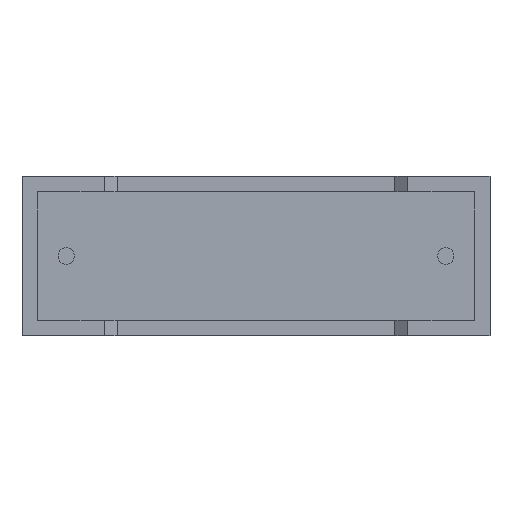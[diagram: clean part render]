
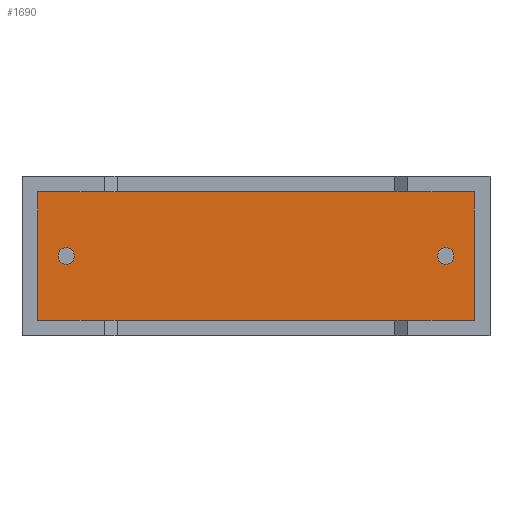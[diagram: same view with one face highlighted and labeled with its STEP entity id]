
A CAD part, front view. The second image highlights one B-rep face of the part: STEP entity #1690.
In plain terms, the highlighted planar face has unit normal (0, -1, 0).
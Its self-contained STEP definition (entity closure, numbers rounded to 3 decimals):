
#9 = CARTESIAN_POINT ( 'NONE',  ( 0.617, 0.75, 0.617 ) ) ;
#52 = CARTESIAN_POINT ( 'NONE',  ( 1.75, 0.75, 3.15 ) ) ;
#61 = FACE_OUTER_BOUND ( 'NONE', #1380, .T. ) ;
#135 = CARTESIAN_POINT ( 'NONE',  ( 1.75, 0.75, 3.475 ) ) ;
#168 = VERTEX_POINT ( 'NONE', #135 ) ;
#216 = CARTESIAN_POINT ( 'NONE',  ( 17.883, 0.75, 0.617 ) ) ;
#248 = AXIS2_PLACEMENT_3D ( 'NONE', #52, #2451, #1463 ) ;
#318 = DIRECTION ( 'NONE',  ( 0., 0., -1. ) ) ;
#419 = EDGE_LOOP ( 'NONE', ( #586, #989 ) ) ;
#424 = AXIS2_PLACEMENT_3D ( 'NONE', #1488, #1571, #318 ) ;
#568 = CARTESIAN_POINT ( 'NONE',  ( 0.617, 0.75, 5.683 ) ) ;
#586 = ORIENTED_EDGE ( 'NONE', *, *, #2352, .F. ) ;
#608 = ORIENTED_EDGE ( 'NONE', *, *, #804, .T. ) ;
#686 = LINE ( 'NONE', #898, #2693 ) ;
#726 = CARTESIAN_POINT ( 'NONE',  ( 17.883, 0.75, 0.617 ) ) ;
#733 = FACE_BOUND ( 'NONE', #2191, .T. ) ;
#738 = DIRECTION ( 'NONE',  ( -1., 0., 0. ) ) ;
#766 = VERTEX_POINT ( 'NONE', #1624 ) ;
#803 = VERTEX_POINT ( 'NONE', #9 ) ;
#804 = EDGE_CURVE ( 'NONE', #2425, #2029, #2832, .T. ) ;
#828 = CARTESIAN_POINT ( 'NONE',  ( 16.75, 0.75, 2.825 ) ) ;
#829 = EDGE_CURVE ( 'NONE', #803, #2425, #686, .T. ) ;
#852 = AXIS2_PLACEMENT_3D ( 'NONE', #2476, #2961, #2492 ) ;
#898 = CARTESIAN_POINT ( 'NONE',  ( 0.617, 0.75, 0.617 ) ) ;
#989 = ORIENTED_EDGE ( 'NONE', *, *, #1998, .F. ) ;
#1007 = AXIS2_PLACEMENT_3D ( 'NONE', #1751, #2427, #1587 ) ;
#1058 = ORIENTED_EDGE ( 'NONE', *, *, #829, .T. ) ;
#1102 = CIRCLE ( 'NONE', #2021, 0.325 ) ;
#1119 = VERTEX_POINT ( 'NONE', #2814 ) ;
#1169 = ORIENTED_EDGE ( 'NONE', *, *, #1901, .F. ) ;
#1216 = LINE ( 'NONE', #2175, #2551 ) ;
#1240 = FACE_BOUND ( 'NONE', #419, .T. ) ;
#1297 = EDGE_CURVE ( 'NONE', #2029, #1119, #1216, .T. ) ;
#1317 = CARTESIAN_POINT ( 'NONE',  ( 1.75, 0.75, 3.15 ) ) ;
#1380 = EDGE_LOOP ( 'NONE', ( #2637, #1058, #608, #1934 ) ) ;
#1463 = DIRECTION ( 'NONE',  ( 0., 0., -1. ) ) ;
#1488 = CARTESIAN_POINT ( 'NONE',  ( 16.75, 0.75, 3.15 ) ) ;
#1518 = DIRECTION ( 'NONE',  ( 0., 0., -1. ) ) ;
#1568 = CIRCLE ( 'NONE', #248, 0.325 ) ;
#1571 = DIRECTION ( 'NONE',  ( 0., -1., 0. ) ) ;
#1587 = DIRECTION ( 'NONE',  ( 0., 0., -1. ) ) ;
#1624 = CARTESIAN_POINT ( 'NONE',  ( 16.75, 0.75, 3.475 ) ) ;
#1661 = CARTESIAN_POINT ( 'NONE',  ( 1.75, 0.75, 2.825 ) ) ;
#1690 = ADVANCED_FACE ( 'NONE', ( #1240, #61, #733 ), #1828, .T. ) ;
#1711 = CIRCLE ( 'NONE', #1007, 0.325 ) ;
#1751 = CARTESIAN_POINT ( 'NONE',  ( 16.75, 0.75, 3.15 ) ) ;
#1759 = LINE ( 'NONE', #568, #2319 ) ;
#1791 = EDGE_CURVE ( 'NONE', #1119, #803, #1759, .T. ) ;
#1825 = DIRECTION ( 'NONE',  ( 0., 0., -1. ) ) ;
#1828 = PLANE ( 'NONE',  #852 ) ;
#1868 = DIRECTION ( 'NONE',  ( 1., 0., 0. ) ) ;
#1901 = EDGE_CURVE ( 'NONE', #168, #2281, #1102, .T. ) ;
#1918 = CIRCLE ( 'NONE', #424, 0.325 ) ;
#1934 = ORIENTED_EDGE ( 'NONE', *, *, #1297, .T. ) ;
#1998 = EDGE_CURVE ( 'NONE', #3001, #766, #1918, .T. ) ;
#2006 = DIRECTION ( 'NONE',  ( 0., -1., 0. ) ) ;
#2021 = AXIS2_PLACEMENT_3D ( 'NONE', #1317, #2006, #1825 ) ;
#2029 = VERTEX_POINT ( 'NONE', #2679 ) ;
#2107 = DIRECTION ( 'NONE',  ( 0., 0., 1. ) ) ;
#2175 = CARTESIAN_POINT ( 'NONE',  ( 17.883, 0.75, 5.683 ) ) ;
#2191 = EDGE_LOOP ( 'NONE', ( #1169, #2931 ) ) ;
#2281 = VERTEX_POINT ( 'NONE', #1661 ) ;
#2319 = VECTOR ( 'NONE', #1518, 1000. ) ;
#2352 = EDGE_CURVE ( 'NONE', #766, #3001, #1711, .T. ) ;
#2404 = VECTOR ( 'NONE', #2107, 1000. ) ;
#2425 = VERTEX_POINT ( 'NONE', #726 ) ;
#2427 = DIRECTION ( 'NONE',  ( 0., -1., 0. ) ) ;
#2451 = DIRECTION ( 'NONE',  ( 0., -1., 0. ) ) ;
#2476 = CARTESIAN_POINT ( 'NONE',  ( 0., 0.75, 0. ) ) ;
#2492 = DIRECTION ( 'NONE',  ( 0., 0., -1. ) ) ;
#2551 = VECTOR ( 'NONE', #738, 1000. ) ;
#2637 = ORIENTED_EDGE ( 'NONE', *, *, #1791, .T. ) ;
#2679 = CARTESIAN_POINT ( 'NONE',  ( 17.883, 0.75, 5.683 ) ) ;
#2693 = VECTOR ( 'NONE', #1868, 1000. ) ;
#2814 = CARTESIAN_POINT ( 'NONE',  ( 0.617, 0.75, 5.683 ) ) ;
#2832 = LINE ( 'NONE', #216, #2404 ) ;
#2931 = ORIENTED_EDGE ( 'NONE', *, *, #3028, .F. ) ;
#2961 = DIRECTION ( 'NONE',  ( 0., -1., 0. ) ) ;
#3001 = VERTEX_POINT ( 'NONE', #828 ) ;
#3028 = EDGE_CURVE ( 'NONE', #2281, #168, #1568, .T. ) ;
